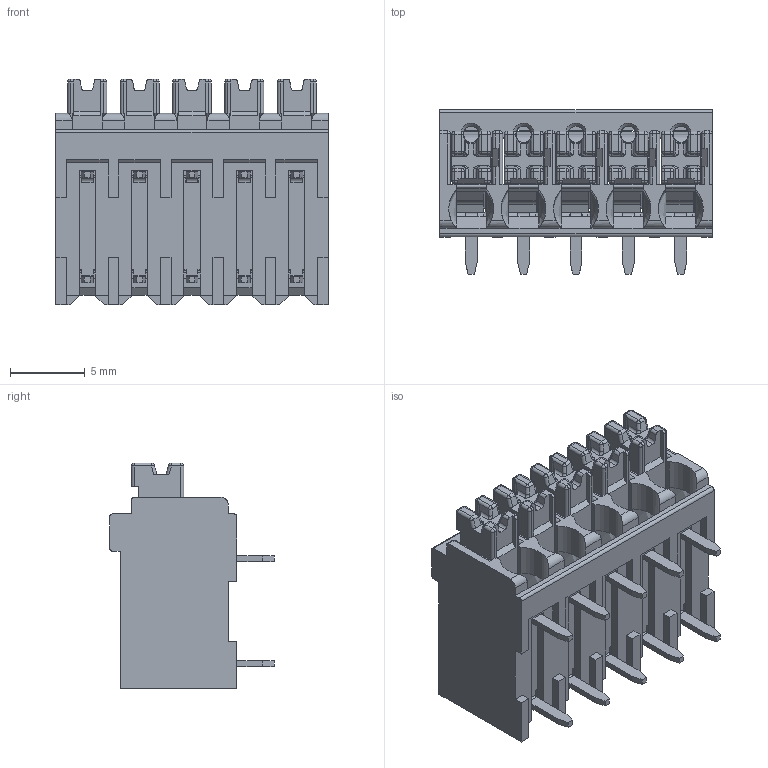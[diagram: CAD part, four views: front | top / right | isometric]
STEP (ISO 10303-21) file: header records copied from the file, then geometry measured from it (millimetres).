
FILE_DESCRIPTION(/* description */ ('Unknown'),/* implementation_level */ '2;1');
FILE_NAME(/* name */ '691810110005',/* time_stamp */ '2021-10-06T13:52:16+02:00',/* author */ ('Unknown'),/* organization */ ('Unknown'),/* preprocessor_version */ 'ST-DEVELOPER v16.7',/* originating_system */ 'Solid Edge',/* authorisation */ 'Unknown');
FILE_SCHEMA (('AUTOMOTIVE_DESIGN {1 0 10303 214 3 1 1}'));
Length unit declared in the file: millimetre
Products named in the file (5): 6918101100xx; 691410100005; 6918101100xx_SolderPin; 6914101000xx_SpringClamp; 6914101000xx_Lever
Assembly tree (16 placements, depth 2):
  6918101100xx
    691410100005
    6918101100xx_SolderPin  x5
    6914101000xx_SpringClamp  x5
    6914101000xx_Lever  x5
Bounding box: 18.2 x 11 x 15.1 mm (x, y, z)
Volume: 949.3 mm3; surface area: 3553.8 mm2
Topology: 16 solids, 16 shells, 1720 faces, 4697 edges, 2913 vertices
Faces by surface type: plane 1057, cylinder 482, sphere 81, bspline 70, torus 20, cone 10
Entity records: 22474 total; most frequent: CARTESIAN_POINT 4386, ORIENTED_EDGE 3864, DIRECTION 3578, EDGE_CURVE 1932, LINE 1576, VECTOR 1576, VERTEX_POINT 1225, AXIS2_PLACEMENT_3D 1001
